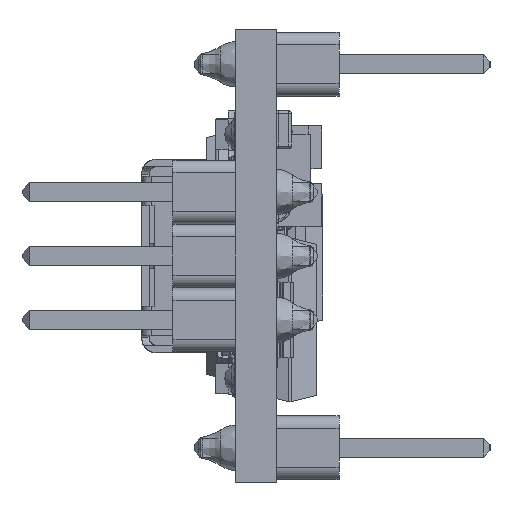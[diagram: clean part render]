
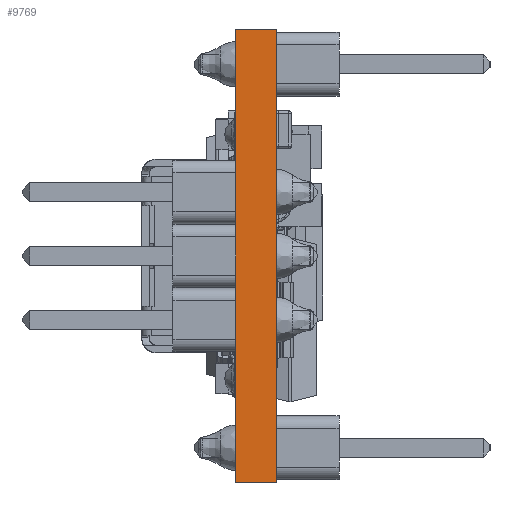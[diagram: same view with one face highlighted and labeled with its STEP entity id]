
A CAD part, left-side view. The second image highlights one B-rep face of the part: STEP entity #9769.
In plain terms, the highlighted planar face has unit normal (-1, 0, 0).
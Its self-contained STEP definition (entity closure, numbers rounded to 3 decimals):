
#9648=CARTESIAN_POINT('',(-3.82,1.6,1.38));
#9649=VERTEX_POINT('',#9648);
#9650=CARTESIAN_POINT('',(-3.82,0.,1.38));
#9651=VERTEX_POINT('',#9650);
#9652=CARTESIAN_POINT('',(-3.82,1.6,1.38));
#9653=DIRECTION('',(0.,-1.,0.));
#9654=VECTOR('',#9653,1.6);
#9655=LINE('',#9652,#9654);
#9656=EDGE_CURVE('',#9649,#9651,#9655,.T.);
#9722=CARTESIAN_POINT('',(-3.82,0.,-16.62));
#9723=VERTEX_POINT('',#9722);
#9730=CARTESIAN_POINT('',(-3.82,1.6,-16.62));
#9731=VERTEX_POINT('',#9730);
#9732=CARTESIAN_POINT('',(-3.82,0.,-16.62));
#9733=DIRECTION('',(0.,1.,0.));
#9734=VECTOR('',#9733,1.6);
#9735=LINE('',#9732,#9734);
#9736=EDGE_CURVE('',#9723,#9731,#9735,.T.);
#9748=CARTESIAN_POINT('',(-3.82,0.,1.38));
#9749=DIRECTION('',(1.,0.,0.));
#9750=DIRECTION('',(0.,0.,-1.));
#9751=AXIS2_PLACEMENT_3D('',#9748,#9749,#9750);
#9752=PLANE('',#9751);
#9753=ORIENTED_EDGE('',*,*,#9736,.F.);
#9754=CARTESIAN_POINT('',(-3.82,0.,-16.62));
#9755=DIRECTION('',(0.,0.,1.));
#9756=VECTOR('',#9755,18.);
#9757=LINE('',#9754,#9756);
#9758=EDGE_CURVE('',#9723,#9651,#9757,.T.);
#9759=ORIENTED_EDGE('',*,*,#9758,.T.);
#9760=ORIENTED_EDGE('',*,*,#9656,.F.);
#9761=CARTESIAN_POINT('',(-3.82,1.6,-16.62));
#9762=DIRECTION('',(0.,0.,1.));
#9763=VECTOR('',#9762,18.);
#9764=LINE('',#9761,#9763);
#9765=EDGE_CURVE('',#9731,#9649,#9764,.T.);
#9766=ORIENTED_EDGE('',*,*,#9765,.F.);
#9767=EDGE_LOOP('',(#9753,#9759,#9760,#9766));
#9768=FACE_BOUND('',#9767,.T.);
#9769=ADVANCED_FACE(' DE     6911',(#9768),#9752,.F.);
